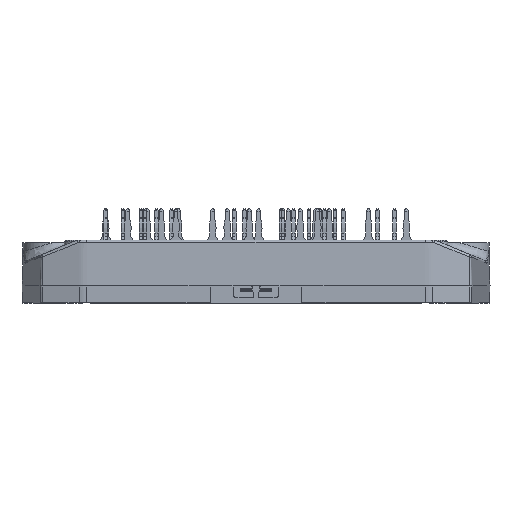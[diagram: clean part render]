
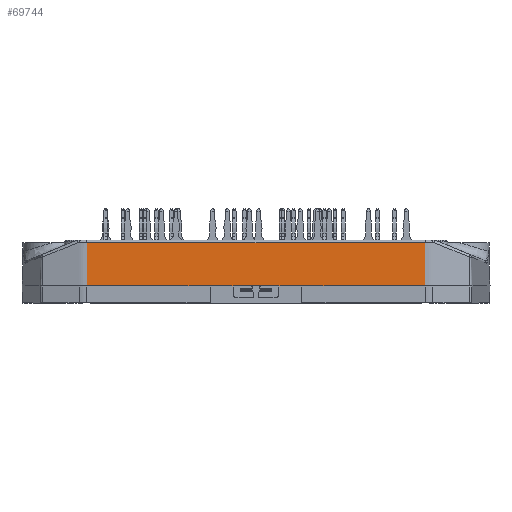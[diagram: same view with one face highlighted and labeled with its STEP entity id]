
A CAD part, front view. The second image highlights one B-rep face of the part: STEP entity #69744.
In plain terms, the highlighted planar face has unit normal (0, -1, 0.026).
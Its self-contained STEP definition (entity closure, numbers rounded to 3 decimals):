
#9229=ORIENTED_EDGE('',*,*,#22595,.F.);
#9230=ORIENTED_EDGE('',*,*,#22596,.T.);
#9231=ORIENTED_EDGE('',*,*,#22276,.F.);
#9232=ORIENTED_EDGE('',*,*,#22597,.F.);
#9233=ORIENTED_EDGE('',*,*,#22598,.T.);
#9234=ORIENTED_EDGE('',*,*,#22599,.T.);
#9235=ORIENTED_EDGE('',*,*,#22582,.T.);
#9236=ORIENTED_EDGE('',*,*,#22600,.F.);
#9237=ORIENTED_EDGE('',*,*,#22576,.T.);
#9238=ORIENTED_EDGE('',*,*,#22125,.F.);
#9239=ORIENTED_EDGE('',*,*,#22569,.F.);
#9240=ORIENTED_EDGE('',*,*,#22263,.F.);
#22125=EDGE_CURVE('',#29011,#29012,#33466,.T.);
#22263=EDGE_CURVE('',#29140,#29141,#33545,.T.);
#22276=EDGE_CURVE('',#29150,#29151,#33553,.T.);
#22569=EDGE_CURVE('',#29141,#29011,#33702,.T.);
#22576=EDGE_CURVE('',#29341,#29012,#33706,.T.);
#22582=EDGE_CURVE('',#29346,#29345,#33709,.T.);
#22595=EDGE_CURVE('',#29357,#29140,#33717,.T.);
#22596=EDGE_CURVE('',#29357,#29151,#33718,.F.);
#22597=EDGE_CURVE('',#29358,#29150,#33719,.F.);
#22598=EDGE_CURVE('',#29358,#29359,#33720,.T.);
#22599=EDGE_CURVE('',#29359,#29346,#33721,.T.);
#22600=EDGE_CURVE('',#29341,#29345,#33722,.T.);
#29011=VERTEX_POINT('',#97087);
#29012=VERTEX_POINT('',#97089);
#29140=VERTEX_POINT('',#97428);
#29141=VERTEX_POINT('',#97430);
#29150=VERTEX_POINT('',#97463);
#29151=VERTEX_POINT('',#97464);
#29341=VERTEX_POINT('',#98618);
#29345=VERTEX_POINT('',#98627);
#29346=VERTEX_POINT('',#98629);
#29357=VERTEX_POINT('',#98738);
#29358=VERTEX_POINT('',#98741);
#29359=VERTEX_POINT('',#98743);
#33466=LINE('',#97088,#37945);
#33545=LINE('',#97429,#38024);
#33553=LINE('',#97462,#38032);
#33702=LINE('',#98605,#38181);
#33706=LINE('',#98617,#38185);
#33709=LINE('',#98628,#38188);
#33717=LINE('',#98737,#38196);
#33718=LINE('',#98739,#38197);
#33719=LINE('',#98740,#38198);
#33720=LINE('',#98742,#38199);
#33721=LINE('',#98744,#38200);
#33722=LINE('',#98745,#38201);
#37945=VECTOR('',#80963,1000.);
#38024=VECTOR('',#81156,1000.);
#38032=VECTOR('',#81180,1000.);
#38181=VECTOR('',#81679,1000.);
#38185=VECTOR('',#81689,1000.);
#38188=VECTOR('',#81698,1000.);
#38196=VECTOR('',#81710,1000.);
#38197=VECTOR('',#81711,1000.);
#38198=VECTOR('',#81712,1000.);
#38199=VECTOR('',#81713,1000.);
#38200=VECTOR('',#81714,1000.);
#38201=VECTOR('',#81715,1000.);
#42577=EDGE_LOOP('',(#9229,#9230,#9231,#9232,#9233,#9234,#9235,#9236,#9237,
#9238,#9239,#9240));
#45580=FACE_BOUND('',#42577,.T.);
#47894=PLANE('',#73591);
#69744=ADVANCED_FACE('',(#45580),#47894,.T.);
#73591=AXIS2_PLACEMENT_3D('',#98736,#81708,#81709);
#80963=DIRECTION('',(-1.,0.,0.));
#81156=DIRECTION('',(-1.,0.,0.));
#81180=DIRECTION('',(1.,0.,0.));
#81679=DIRECTION('',(-1.,0.,0.));
#81689=DIRECTION('',(1.,0.,0.));
#81698=DIRECTION('',(1.,0.,0.));
#81708=DIRECTION('',(0.,-1.,0.026));
#81709=DIRECTION('',(0.,0.026,1.));
#81710=DIRECTION('',(-1.,0.,0.));
#81711=DIRECTION('',(0.006,-0.026,-1.));
#81712=DIRECTION('',(-0.006,-0.026,-1.));
#81713=DIRECTION('',(1.,0.,0.));
#81714=DIRECTION('',(1.,0.,0.));
#81715=DIRECTION('',(-1.,0.,0.));
#97087=CARTESIAN_POINT('',(4.,-30.776,2.02));
#97088=CARTESIAN_POINT('',(-17.961,-30.776,2.02));
#97089=CARTESIAN_POINT('',(0.827,-30.776,2.02));
#97428=CARTESIAN_POINT('',(29.513,-30.776,2.02));
#97429=CARTESIAN_POINT('',(17.961,-30.776,2.02));
#97430=CARTESIAN_POINT('',(8.,-30.776,2.02));
#97462=CARTESIAN_POINT('',(27.533,-30.58,9.533));
#97463=CARTESIAN_POINT('',(-29.469,-30.58,9.533));
#97464=CARTESIAN_POINT('',(29.469,-30.58,9.533));
#98605=CARTESIAN_POINT('',(17.961,-30.776,2.02));
#98617=CARTESIAN_POINT('',(-0.65,-30.776,2.02));
#98618=CARTESIAN_POINT('',(-0.827,-30.776,2.02));
#98627=CARTESIAN_POINT('',(-4.,-30.776,2.02));
#98628=CARTESIAN_POINT('',(-17.961,-30.776,2.02));
#98629=CARTESIAN_POINT('',(-8.,-30.776,2.02));
#98736=CARTESIAN_POINT('',(17.961,-30.776,2.02));
#98737=CARTESIAN_POINT('',(17.961,-30.776,2.02));
#98738=CARTESIAN_POINT('',(29.513,-30.776,2.02));
#98739=CARTESIAN_POINT('',(29.512,-30.775,2.087));
#98740=CARTESIAN_POINT('',(-29.512,-30.775,2.087));
#98741=CARTESIAN_POINT('',(-29.513,-30.776,2.02));
#98742=CARTESIAN_POINT('',(-17.961,-30.776,2.02));
#98743=CARTESIAN_POINT('',(-29.513,-30.776,2.02));
#98744=CARTESIAN_POINT('',(-17.961,-30.776,2.02));
#98745=CARTESIAN_POINT('',(-17.961,-30.776,2.02));
